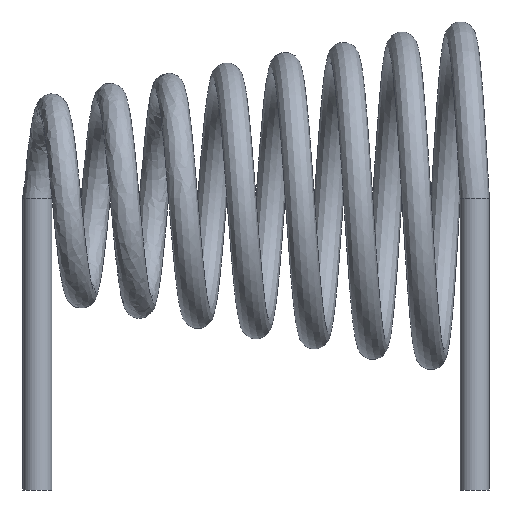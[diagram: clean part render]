
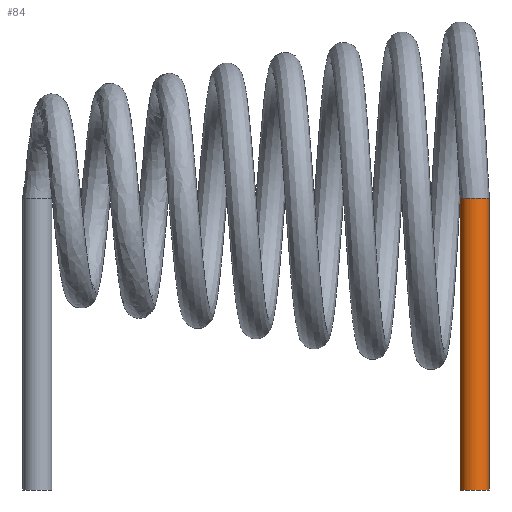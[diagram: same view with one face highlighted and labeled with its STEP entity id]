
A CAD part, front view. The second image highlights one B-rep face of the part: STEP entity #84.
In plain terms, the highlighted cylindrical face has radius 0.5 mm (diameter 1 mm), a full revolution.
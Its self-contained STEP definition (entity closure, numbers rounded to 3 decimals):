
#19=FACE_OUTER_BOUND('',#24,.T.);
#24=EDGE_LOOP('',(#60,#61,#62,#63,#64,#65));
#29=LINE('',#157,#31);
#31=VECTOR('',#130,0.5);
#33=CIRCLE('',#113,0.5);
#34=CIRCLE('',#114,0.5);
#35=CIRCLE('',#115,0.5);
#36=CIRCLE('',#116,0.5);
#41=VERTEX_POINT('',#154);
#42=VERTEX_POINT('',#156);
#43=VERTEX_POINT('',#158);
#44=VERTEX_POINT('',#160);
#49=EDGE_CURVE('',#41,#41,#33,.T.);
#50=EDGE_CURVE('',#41,#42,#29,.T.);
#51=EDGE_CURVE('',#42,#43,#34,.T.);
#52=EDGE_CURVE('',#43,#44,#35,.T.);
#53=EDGE_CURVE('',#44,#42,#36,.T.);
#60=ORIENTED_EDGE('',*,*,#49,.F.);
#61=ORIENTED_EDGE('',*,*,#50,.T.);
#62=ORIENTED_EDGE('',*,*,#51,.T.);
#63=ORIENTED_EDGE('',*,*,#52,.T.);
#64=ORIENTED_EDGE('',*,*,#53,.T.);
#65=ORIENTED_EDGE('',*,*,#50,.F.);
#82=CYLINDRICAL_SURFACE('',#112,0.5);
#84=ADVANCED_FACE('',(#19),#82,.T.);
#112=AXIS2_PLACEMENT_3D('',#153,#126,#127);
#113=AXIS2_PLACEMENT_3D('',#155,#128,#129);
#114=AXIS2_PLACEMENT_3D('',#159,#131,#132);
#115=AXIS2_PLACEMENT_3D('',#161,#133,#134);
#116=AXIS2_PLACEMENT_3D('',#162,#135,#136);
#126=DIRECTION('center_axis',(0.,0.,-1.));
#127=DIRECTION('ref_axis',(-1.,0.,0.));
#128=DIRECTION('center_axis',(0.,0.,-1.));
#129=DIRECTION('ref_axis',(-1.,0.,0.));
#130=DIRECTION('',(0.,0.,1.));
#131=DIRECTION('center_axis',(0.,0.,-1.));
#132=DIRECTION('ref_axis',(-1.,0.,0.));
#133=DIRECTION('center_axis',(0.,0.,-1.));
#134=DIRECTION('ref_axis',(-1.,0.,0.));
#135=DIRECTION('center_axis',(0.,0.,-1.));
#136=DIRECTION('ref_axis',(-1.,0.,0.));
#153=CARTESIAN_POINT('Origin',(15.,-5.645,0.));
#154=CARTESIAN_POINT('',(15.5,-5.645,-10.));
#155=CARTESIAN_POINT('Origin',(15.,-5.645,-10.));
#156=CARTESIAN_POINT('',(15.5,-5.645,0.));
#157=CARTESIAN_POINT('',(15.5,-5.645,0.));
#158=CARTESIAN_POINT('',(14.913,-6.137,0.));
#159=CARTESIAN_POINT('Origin',(15.,-5.645,0.));
#160=CARTESIAN_POINT('',(15.087,-5.153,0.));
#161=CARTESIAN_POINT('Origin',(15.,-5.645,0.));
#162=CARTESIAN_POINT('Origin',(15.,-5.645,0.));
